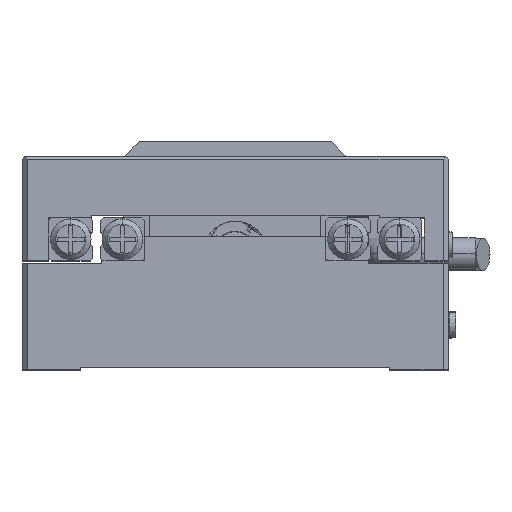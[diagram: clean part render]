
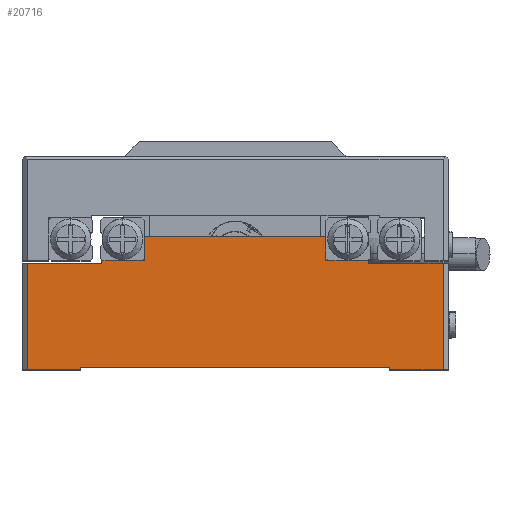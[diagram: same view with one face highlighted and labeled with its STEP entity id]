
A CAD part, top view. The second image highlights one B-rep face of the part: STEP entity #20716.
In plain terms, the highlighted planar face has unit normal (0, 0, 1).
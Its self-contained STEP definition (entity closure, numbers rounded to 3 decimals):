
#909 = PLANE ( 'NONE',  #34523 ) ;
#1002 = VERTEX_POINT ( 'NONE', #19354 ) ;
#1024 = CARTESIAN_POINT ( 'NONE',  ( -40., 25., 40. ) ) ;
#2319 = EDGE_CURVE ( 'NONE', #11205, #40284, #37162, .T. ) ;
#2372 = ORIENTED_EDGE ( 'NONE', *, *, #23631, .F. ) ;
#2463 = LINE ( 'NONE', #33289, #20386 ) ;
#3459 = CARTESIAN_POINT ( 'NONE',  ( -39., 25., 40. ) ) ;
#3532 = CARTESIAN_POINT ( 'NONE',  ( -25., 25., 40. ) ) ;
#4279 = ORIENTED_EDGE ( 'NONE', *, *, #14589, .F. ) ;
#5358 = DIRECTION ( 'NONE',  ( 1., 0., 0. ) ) ;
#5664 = LINE ( 'NONE', #35900, #36854 ) ;
#5783 = EDGE_CURVE ( 'NONE', #25062, #33001, #38411, .T. ) ;
#6779 = CARTESIAN_POINT ( 'NONE',  ( -40., 20., 40. ) ) ;
#7450 = VECTOR ( 'NONE', #37181, 1000. ) ;
#7686 = DIRECTION ( 'NONE',  ( -1., 0., 0. ) ) ;
#7841 = DIRECTION ( 'NONE',  ( 1., 0., 0. ) ) ;
#7859 = VECTOR ( 'NONE', #9035, 1000. ) ;
#8259 = CARTESIAN_POINT ( 'NONE',  ( 39., 20., 40. ) ) ;
#8570 = LINE ( 'NONE', #36553, #24866 ) ;
#8841 = EDGE_CURVE ( 'NONE', #30052, #13159, #28211, .T. ) ;
#8936 = DIRECTION ( 'NONE',  ( 1., 0., 0. ) ) ;
#9035 = DIRECTION ( 'NONE',  ( 0., -1., 0. ) ) ;
#10039 = LINE ( 'NONE', #31730, #36957 ) ;
#10528 = CARTESIAN_POINT ( 'NONE',  ( 17., 25., 40. ) ) ;
#10914 = VERTEX_POINT ( 'NONE', #43530 ) ;
#11079 = CARTESIAN_POINT ( 'NONE',  ( 17., 20.5, 40. ) ) ;
#11205 = VERTEX_POINT ( 'NONE', #41583 ) ;
#11589 = CARTESIAN_POINT ( 'NONE',  ( 39., 0., 40. ) ) ;
#12616 = ORIENTED_EDGE ( 'NONE', *, *, #26140, .T. ) ;
#12818 = CARTESIAN_POINT ( 'NONE',  ( -25., 20., 40. ) ) ;
#13159 = VERTEX_POINT ( 'NONE', #34920 ) ;
#13196 = EDGE_LOOP ( 'NONE', ( #32349, #42386, #12616, #2372, #20291, #20217, #40180, #24656, #33204, #28157, #4279, #20986, #40583, #27793, #40914, #38386 ) ) ;
#13296 = DIRECTION ( 'NONE',  ( -1., 0., 0. ) ) ;
#13312 = EDGE_CURVE ( 'NONE', #13159, #33001, #14223, .T. ) ;
#14171 = DIRECTION ( 'NONE',  ( 0., 0., -1. ) ) ;
#14223 = LINE ( 'NONE', #16293, #36935 ) ;
#14589 = EDGE_CURVE ( 'NONE', #36525, #30052, #19130, .T. ) ;
#16293 = CARTESIAN_POINT ( 'NONE',  ( 40., 20., 40. ) ) ;
#16361 = LINE ( 'NONE', #1024, #17417 ) ;
#16447 = DIRECTION ( 'NONE',  ( 1., 0., 0. ) ) ;
#16828 = LINE ( 'NONE', #21574, #33231 ) ;
#17249 = EDGE_CURVE ( 'NONE', #10914, #41207, #16361, .T. ) ;
#17392 = DIRECTION ( 'NONE',  ( 1., 0., 0. ) ) ;
#17417 = VECTOR ( 'NONE', #17392, 1000. ) ;
#18459 = DIRECTION ( 'NONE',  ( 1., 0., 0. ) ) ;
#19130 = LINE ( 'NONE', #28339, #29689 ) ;
#19354 = CARTESIAN_POINT ( 'NONE',  ( 29., 0.5, 40. ) ) ;
#19680 = CARTESIAN_POINT ( 'NONE',  ( -39., 0., 40. ) ) ;
#19870 = EDGE_CURVE ( 'NONE', #43561, #25062, #10039, .T. ) ;
#19983 = DIRECTION ( 'NONE',  ( 0., 1., 0. ) ) ;
#20212 = CARTESIAN_POINT ( 'NONE',  ( -29., 0.5, 40. ) ) ;
#20217 = ORIENTED_EDGE ( 'NONE', *, *, #28016, .F. ) ;
#20267 = EDGE_CURVE ( 'NONE', #34366, #10914, #16828, .T. ) ;
#20291 = ORIENTED_EDGE ( 'NONE', *, *, #39101, .F. ) ;
#20386 = VECTOR ( 'NONE', #19983, 1000. ) ;
#20716 = ADVANCED_FACE ( 'NONE', ( #38223 ), #909, .F. ) ;
#20986 = ORIENTED_EDGE ( 'NONE', *, *, #43666, .F. ) ;
#21574 = CARTESIAN_POINT ( 'NONE',  ( -17., 25., 40. ) ) ;
#22467 = CARTESIAN_POINT ( 'NONE',  ( 39., 25., 40. ) ) ;
#23133 = VECTOR ( 'NONE', #5358, 1000. ) ;
#23586 = DIRECTION ( 'NONE',  ( 0., -1., 0. ) ) ;
#23631 = EDGE_CURVE ( 'NONE', #31992, #41926, #5664, .T. ) ;
#23671 = LINE ( 'NONE', #39015, #23133 ) ;
#24115 = LINE ( 'NONE', #20212, #28369 ) ;
#24656 = ORIENTED_EDGE ( 'NONE', *, *, #5783, .T. ) ;
#24713 = VECTOR ( 'NONE', #40516, 1000. ) ;
#24813 = DIRECTION ( 'NONE',  ( 0., 1., 0. ) ) ;
#24866 = VECTOR ( 'NONE', #16447, 1000. ) ;
#25062 = VERTEX_POINT ( 'NONE', #11589 ) ;
#25384 = CARTESIAN_POINT ( 'NONE',  ( 29., 0., 40. ) ) ;
#25744 = EDGE_CURVE ( 'NONE', #11205, #32524, #33719, .T. ) ;
#25820 = CARTESIAN_POINT ( 'NONE',  ( 17., 25., 40. ) ) ;
#26140 = EDGE_CURVE ( 'NONE', #32524, #41926, #23671, .T. ) ;
#27635 = VECTOR ( 'NONE', #33780, 1000. ) ;
#27793 = ORIENTED_EDGE ( 'NONE', *, *, #20267, .F. ) ;
#27794 = CARTESIAN_POINT ( 'NONE',  ( -17., 20.5, 40. ) ) ;
#28016 = EDGE_CURVE ( 'NONE', #43561, #1002, #2463, .T. ) ;
#28081 = EDGE_CURVE ( 'NONE', #43514, #34366, #8570, .T. ) ;
#28157 = ORIENTED_EDGE ( 'NONE', *, *, #8841, .F. ) ;
#28211 = LINE ( 'NONE', #30226, #36682 ) ;
#28339 = CARTESIAN_POINT ( 'NONE',  ( 25., 20.5, 40. ) ) ;
#28369 = VECTOR ( 'NONE', #13296, 1000. ) ;
#29689 = VECTOR ( 'NONE', #18459, 1000. ) ;
#30052 = VERTEX_POINT ( 'NONE', #32232 ) ;
#30226 = CARTESIAN_POINT ( 'NONE',  ( 25., 25., 40. ) ) ;
#31195 = LINE ( 'NONE', #3532, #7450 ) ;
#31623 = CARTESIAN_POINT ( 'NONE',  ( -29., 0., 40. ) ) ;
#31730 = CARTESIAN_POINT ( 'NONE',  ( -40., 0., 40. ) ) ;
#31992 = VERTEX_POINT ( 'NONE', #32862 ) ;
#32064 = DIRECTION ( 'NONE',  ( 0., -1., 0. ) ) ;
#32232 = CARTESIAN_POINT ( 'NONE',  ( 25., 20.5, 40. ) ) ;
#32349 = ORIENTED_EDGE ( 'NONE', *, *, #2319, .F. ) ;
#32524 = VERTEX_POINT ( 'NONE', #19680 ) ;
#32862 = CARTESIAN_POINT ( 'NONE',  ( -29., 0.5, 40. ) ) ;
#33001 = VERTEX_POINT ( 'NONE', #8259 ) ;
#33204 = ORIENTED_EDGE ( 'NONE', *, *, #13312, .F. ) ;
#33231 = VECTOR ( 'NONE', #24813, 1000. ) ;
#33289 = CARTESIAN_POINT ( 'NONE',  ( 29., 0., 40. ) ) ;
#33719 = LINE ( 'NONE', #3459, #24713 ) ;
#33780 = DIRECTION ( 'NONE',  ( 1., 0., 0. ) ) ;
#34366 = VERTEX_POINT ( 'NONE', #27794 ) ;
#34523 = AXIS2_PLACEMENT_3D ( 'NONE', #37935, #14171, #7686 ) ;
#34920 = CARTESIAN_POINT ( 'NONE',  ( 25., 20., 40. ) ) ;
#35014 = CARTESIAN_POINT ( 'NONE',  ( -25., 20.5, 40. ) ) ;
#35025 = EDGE_CURVE ( 'NONE', #40284, #43514, #31195, .T. ) ;
#35738 = VECTOR ( 'NONE', #39310, 1000. ) ;
#35900 = CARTESIAN_POINT ( 'NONE',  ( -29., 0., 40. ) ) ;
#36525 = VERTEX_POINT ( 'NONE', #11079 ) ;
#36553 = CARTESIAN_POINT ( 'NONE',  ( -25., 20.5, 40. ) ) ;
#36682 = VECTOR ( 'NONE', #23586, 1000. ) ;
#36854 = VECTOR ( 'NONE', #32064, 1000. ) ;
#36935 = VECTOR ( 'NONE', #8936, 1000. ) ;
#36957 = VECTOR ( 'NONE', #7841, 1000. ) ;
#37162 = LINE ( 'NONE', #6779, #27635 ) ;
#37181 = DIRECTION ( 'NONE',  ( 0., 1., 0. ) ) ;
#37935 = CARTESIAN_POINT ( 'NONE',  ( -40., 25., 40. ) ) ;
#38223 = FACE_OUTER_BOUND ( 'NONE', #13196, .T. ) ;
#38386 = ORIENTED_EDGE ( 'NONE', *, *, #35025, .F. ) ;
#38411 = LINE ( 'NONE', #22467, #35738 ) ;
#39015 = CARTESIAN_POINT ( 'NONE',  ( -40., 0., 40. ) ) ;
#39101 = EDGE_CURVE ( 'NONE', #1002, #31992, #24115, .T. ) ;
#39310 = DIRECTION ( 'NONE',  ( 0., 1., 0. ) ) ;
#40180 = ORIENTED_EDGE ( 'NONE', *, *, #19870, .T. ) ;
#40284 = VERTEX_POINT ( 'NONE', #12818 ) ;
#40516 = DIRECTION ( 'NONE',  ( 0., -1., 0. ) ) ;
#40583 = ORIENTED_EDGE ( 'NONE', *, *, #17249, .F. ) ;
#40914 = ORIENTED_EDGE ( 'NONE', *, *, #28081, .F. ) ;
#41207 = VERTEX_POINT ( 'NONE', #10528 ) ;
#41583 = CARTESIAN_POINT ( 'NONE',  ( -39., 20., 40. ) ) ;
#41926 = VERTEX_POINT ( 'NONE', #31623 ) ;
#42386 = ORIENTED_EDGE ( 'NONE', *, *, #25744, .T. ) ;
#43514 = VERTEX_POINT ( 'NONE', #35014 ) ;
#43530 = CARTESIAN_POINT ( 'NONE',  ( -17., 25., 40. ) ) ;
#43561 = VERTEX_POINT ( 'NONE', #25384 ) ;
#43666 = EDGE_CURVE ( 'NONE', #41207, #36525, #43806, .T. ) ;
#43806 = LINE ( 'NONE', #25820, #7859 ) ;
